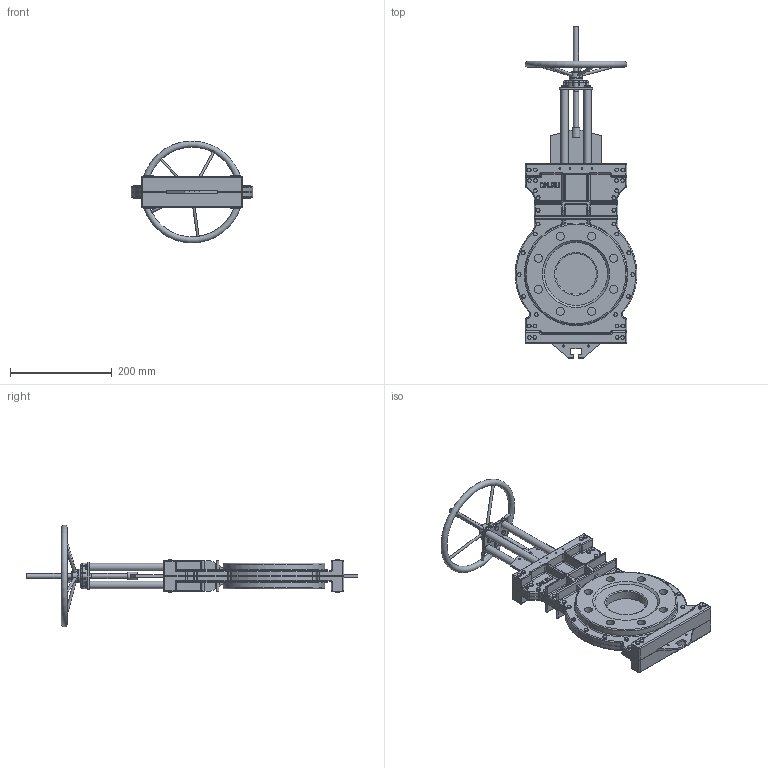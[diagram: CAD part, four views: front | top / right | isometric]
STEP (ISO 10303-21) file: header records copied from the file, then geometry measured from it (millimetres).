
FILE_DESCRIPTION(/* description */ (''),/* implementation_level */ '2;1');
FILE_NAME(/* name */ 'DN80_3D_STEP.stp',/* time_stamp */ '2024-12-01T16:02:38+03:00',/* author */ ('igorr'),/* organization */ (''),/* preprocessor_version */ 'ST-DEVELOPER v20',/* originating_system */ 'Autodesk Inventor 2025',/* authorisation */ '');
FILE_SCHEMA (('AUTOMOTIVE_DESIGN { 1 0 10303 214 3 1 1 }'));
Length unit declared in the file: millimetre
Products named in the file (6): Сборка; Деталь; Деталь1; AS 1110 - M4 x 8; AS 1110 - M5 x 10; AS 1110 - M6 x 12
Assembly tree (78 placements, depth 2):
  Сборка
    Деталь
    Деталь1
    AS 1110 - M4 x 8  x68
    AS 1110 - M6 x 12  x4
    AS 1110 - M5 x 10  x4
Bounding box: 239.78 x 653.75 x 200.39 mm (x, y, z)
Volume: 2723467.4 mm3; surface area: 561542.3 mm2
Topology: 78 solids, 78 shells, 2699 faces, 6070 edges, 3623 vertices
Faces by surface type: plane 1399, cylinder 568, cone 536, torus 105, sphere 64, bspline 27
Full cylindrical faces by diameter (mm): 3 x8, 4 x72, 5 x67, 6 x4, 7 x68, 8 x4, 10 x6, 15 x6, 16 x16, 19.061 x1, 25 x1, 27 x1, 80 x2, 200 x2
Entity records: 30882 total; most frequent: CARTESIAN_POINT 6070, DIRECTION 5252, ORIENTED_EDGE 4694, EDGE_CURVE 2347, AXIS2_PLACEMENT_3D 2061, VERTEX_POINT 1433, EDGE_LOOP 1136, LINE 1130
